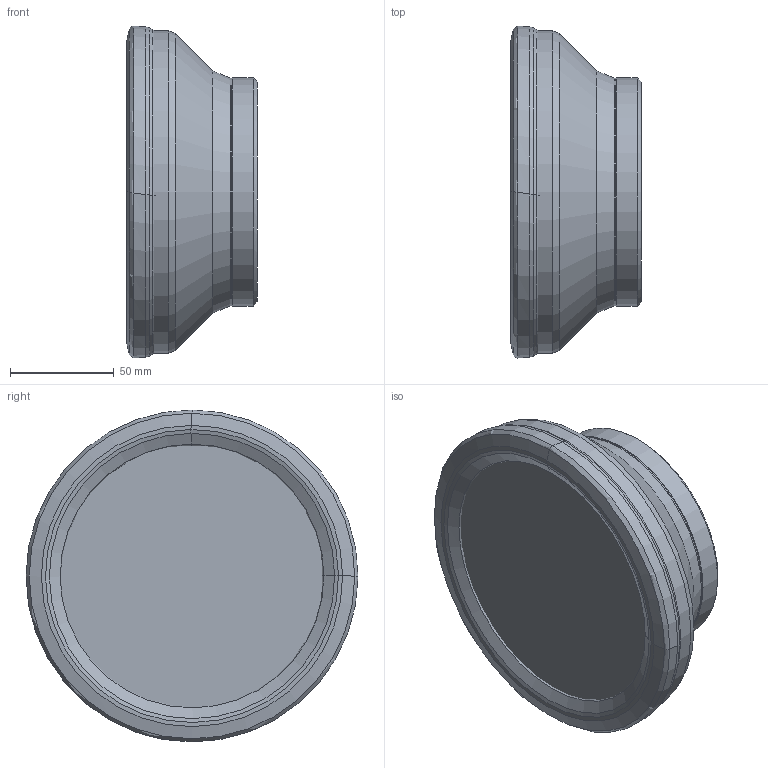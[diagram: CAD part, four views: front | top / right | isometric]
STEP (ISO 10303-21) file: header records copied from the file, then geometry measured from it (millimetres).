
FILE_DESCRIPTION(/* description */ (''),/* implementation_level */ '2;1');
FILE_NAME(/* name */ 'AHFMC-WD10X6D-D160-C40-Z07.stp',/* time_stamp */ '2023-10-12T10:54:05+03:00',/* author */ (''),/* organization */ (''),/* preprocessor_version */ 'ST-DEVELOPER v19.4',/* originating_system */ 'SIEMENS PLM Software NX2306.5001',/* authorisation */ '');
FILE_SCHEMA (('AUTOMOTIVE_DESIGN { 1 0 10303 214 3 1 1 1 }'));
Length unit declared in the file: millimetre
Products named in the file (1): AHFMC-WD10X6D-D160-C40-Z07-LIGHT_x_t_objects
Bounding box: 63 x 159.99 x 159.99 mm (x, y, z)
Volume: 949378.5 mm3; surface area: 82715 mm2
Topology: 2 solids, 2 shells, 53 faces, 102 edges, 52 vertices
Faces by surface type: bspline 29, torus 11, plane 5, cylinder 3, revolution 3, cone 2
Full cylindrical faces by diameter (mm): 109.6 x1, 110 x1, 155.5 x1
Entity records: 1557 total; most frequent: CARTESIAN_POINT 609, DIRECTION 187, ORIENTED_EDGE 164, EDGE_CURVE 82, AXIS2_PLACEMENT_3D 80, EDGE_LOOP 74, CIRCLE 58, ADVANCED_FACE 53
